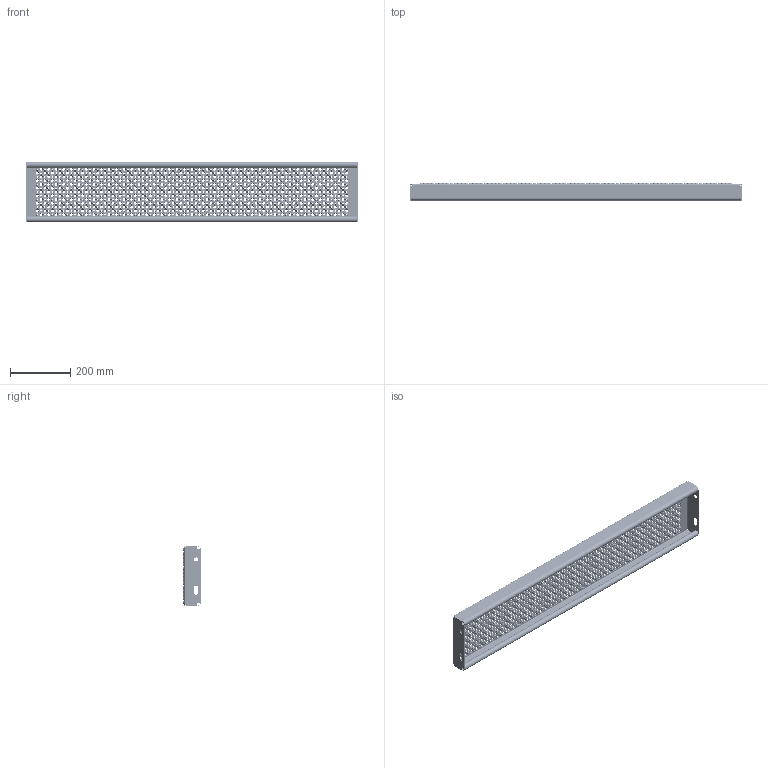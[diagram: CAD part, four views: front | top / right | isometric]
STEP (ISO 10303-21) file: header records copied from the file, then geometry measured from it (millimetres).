
FILE_DESCRIPTION (( 'STEP AP203' ), '1' );
FILE_NAME ('20627_ACHILTRIN_200x1100x57_M_OPTRÆK.STEP', '2011-08-15T07:44:40', ( 'JKJ' ), ( '' ), 'SwSTEP 2.0', 'SolidWorks 2011', '' );
FILE_SCHEMA (( 'CONFIG_CONTROL_DESIGN' ));
Products named in the file (1): 20627_ACHILTRIN_200x1100x57_M_OPTRÆK
Bounding box: 1100 x 57 x 200 mm (x, y, z)
Volume: 873479 mm3; surface area: 916977.1 mm2
Topology: 1 solids, 1 shells, 8797 faces, 20120 edges, 12570 vertices
Faces by surface type: cone 4980, cylinder 2526, plane 1283, bspline 8
Entity records: 256937 total; most frequent: DIRECTION 50174, CARTESIAN_POINT 42080, ORIENTED_EDGE 40240, AXIS2_PLACEMENT_3D 21296, EDGE_CURVE 20120, VERTEX_POINT 12570, EDGE_LOOP 12540, CIRCLE 12506
